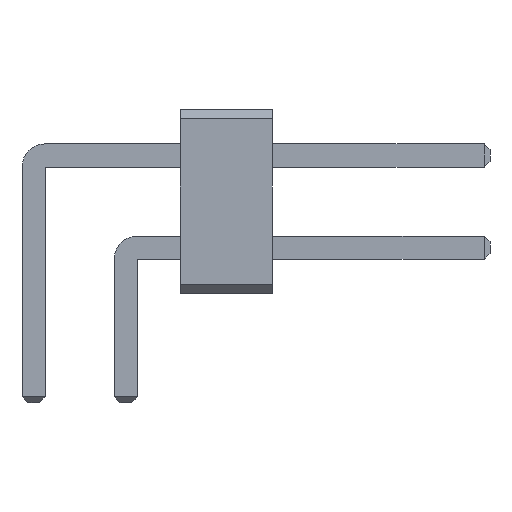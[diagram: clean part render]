
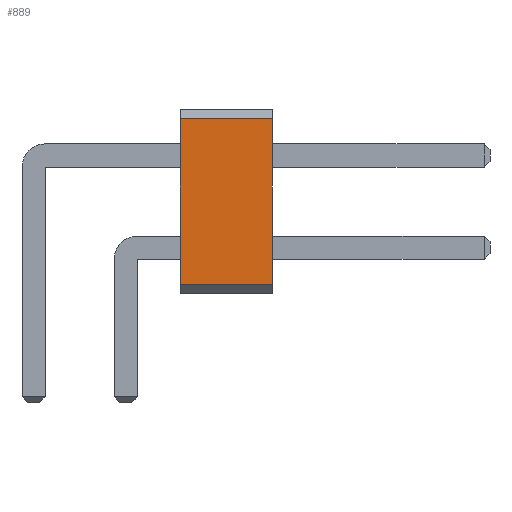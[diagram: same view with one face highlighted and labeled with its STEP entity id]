
A CAD part, front view. The second image highlights one B-rep face of the part: STEP entity #889.
In plain terms, the highlighted planar face has unit normal (0, -1, 0).
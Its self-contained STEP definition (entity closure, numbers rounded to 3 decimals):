
#13=DIRECTION('',(0.,0.,1.));
#27=VECTOR('',#28,1.);
#28=DIRECTION('',(1.,0.,0.));
#57=DIRECTION('',(0.,-1.,0.));
#876=VERTEX_POINT('',#877);
#877=CARTESIAN_POINT('',(6.58,-36.83,0.254));
#880=EDGE_CURVE('',#881,#876,#883,.T.);
#881=VERTEX_POINT('',#882);
#882=CARTESIAN_POINT('',(4.04,-36.83,0.254));
#883=LINE('',#882,#27);
#889=ADVANCED_FACE('',(#890),#907,.T.);
#890=FACE_BOUND('',#891,.T.);
#891=EDGE_LOOP('',(#892,#893,#899,#904));
#892=ORIENTED_EDGE('',*,*,#880,.T.);
#893=ORIENTED_EDGE('',*,*,#894,.T.);
#894=EDGE_CURVE('',#876,#895,#897,.T.);
#895=VERTEX_POINT('',#896);
#896=CARTESIAN_POINT('',(6.58,-36.83,4.826));
#897=LINE('',#877,#898);
#898=VECTOR('',#13,1.);
#899=ORIENTED_EDGE('',*,*,#900,.F.);
#900=EDGE_CURVE('',#901,#895,#903,.T.);
#901=VERTEX_POINT('',#902);
#902=CARTESIAN_POINT('',(4.04,-36.83,4.826));
#903=LINE('',#902,#27);
#904=ORIENTED_EDGE('',*,*,#905,.F.);
#905=EDGE_CURVE('',#881,#901,#906,.T.);
#906=LINE('',#882,#898);
#907=PLANE('',#908);
#908=AXIS2_PLACEMENT_3D('',#882,#57,#13);
